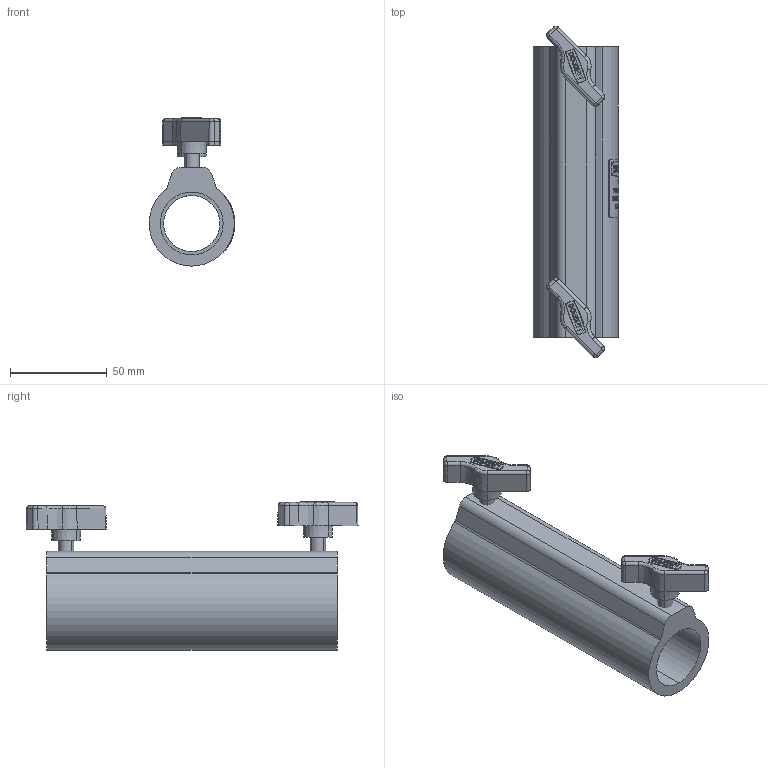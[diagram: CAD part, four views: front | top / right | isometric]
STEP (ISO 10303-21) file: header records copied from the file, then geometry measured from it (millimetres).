
FILE_DESCRIPTION (( 'STEP AP203' ), '1' );
FILE_NAME ('T50600.STEP', '2018-07-31T10:37:07', ( '' ), ( '' ), 'SwSTEP 2.0', 'SolidWorks 2016', '' );
FILE_SCHEMA (( 'CONFIG_CONTROL_DESIGN' ));
Length unit declared in the file: millimetre
Products named in the file (4): Doughty Knob_S0130; T50600 LABEL_T50600 LABEL; T50600; TH2038_TH1754
Assembly tree (4 placements, depth 2):
  T50600
    TH2038_TH1754
    Doughty Knob_S0130  x2
    T50600 LABEL_T50600 LABEL
Bounding box: 44.15 x 171.46 x 76.55 mm (x, y, z)
Volume: 161720.7 mm3; surface area: 46953.7 mm2
Topology: 4 solids, 4 shells, 939 faces, 2500 edges, 1656 vertices
Faces by surface type: plane 424, bspline 313, cylinder 162, cone 24, torus 16
Entity records: 57857 total; most frequent: CARTESIAN_POINT 39554, ORIENTED_EDGE 4366, DIRECTION 2609, EDGE_CURVE 2183, VERTEX_POINT 1450, B_SPLINE_CURVE_WITH_KNOTS 1024, AXIS2_PLACEMENT_3D 943, EDGE_LOOP 893
